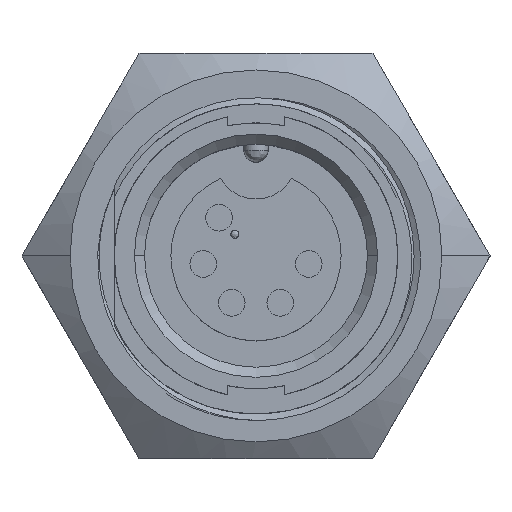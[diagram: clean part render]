
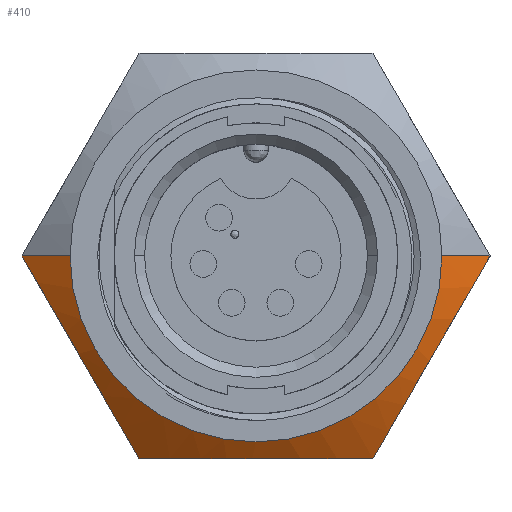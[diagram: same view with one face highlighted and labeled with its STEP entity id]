
A CAD part, top view. The second image highlights one B-rep face of the part: STEP entity #410.
In plain terms, the highlighted conical face has half-angle 55 degrees and reference radius 14.683 mm.
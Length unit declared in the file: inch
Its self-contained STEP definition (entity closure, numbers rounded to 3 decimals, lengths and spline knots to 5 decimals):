
#132 = EDGE_CURVE ( 'NONE', #4602, #4548, #22279, .T. ) ;
#134 = EDGE_CURVE ( 'NONE', #4609, #4543, #1867, .T. ) ;
#141 = EDGE_CURVE ( 'NONE', #4543, #4529, #1947, .T. ) ;
#143 = EDGE_CURVE ( 'NONE', #4529, #4709, #1968, .T. ) ;
#162 = EDGE_CURVE ( 'NONE', #4602, #4709, #18936, .T. ) ;
#170 = EDGE_CURVE ( 'NONE', #4548, #4609, #18971, .T. ) ;
#410 = ADVANCED_FACE ( 'NONE', ( #20027 ), #22788, .T. ) ;
#1867 = B_SPLINE_CURVE_WITH_KNOTS ( 'NONE', 3,
 ( #12819, #12820, #12814, #12801, #12816, #12802, #12809, #12800, #12812, #12811, #12950, #13173 ),
 .UNSPECIFIED., .F., .F.,
 ( 4, 2, 2, 2, 2, 4 ),
 ( 0., 0.00372, 0.00743, 0.00929, 0.01115, 0.01486 ),
 .UNSPECIFIED. ) ;
#1947 = B_SPLINE_CURVE_WITH_KNOTS ( 'NONE', 3,
 ( #12872, #12873, #12874, #12869, #12868, #12870, #12871, #12863, #12864, #12865, #12859, #12881 ),
 .UNSPECIFIED., .F., .F.,
 ( 4, 2, 2, 2, 2, 4 ),
 ( 0., 0.00372, 0.00743, 0.00929, 0.01115, 0.01486 ),
 .UNSPECIFIED. ) ;
#1968 = B_SPLINE_CURVE_WITH_KNOTS ( 'NONE', 3,
 ( #12925, #12929, #12923, #12915, #12916, #12914, #12676, #12673, #12678, #12675, #12661, #12677 ),
 .UNSPECIFIED., .F., .F.,
 ( 4, 2, 2, 2, 2, 4 ),
 ( 0., 0.00372, 0.00743, 0.00929, 0.01115, 0.01486 ),
 .UNSPECIFIED. ) ;
#4529 = VERTEX_POINT ( 'NONE', #8373 ) ;
#4543 = VERTEX_POINT ( 'NONE', #8892 ) ;
#4548 = VERTEX_POINT ( 'NONE', #8220 ) ;
#4602 = VERTEX_POINT ( 'NONE', #8305 ) ;
#4609 = VERTEX_POINT ( 'NONE', #8922 ) ;
#4709 = VERTEX_POINT ( 'NONE', #9267 ) ;
#4776 = ORIENTED_EDGE ( 'NONE', *, *, #143, .T. ) ;
#4790 = ORIENTED_EDGE ( 'NONE', *, *, #141, .T. ) ;
#4927 = ORIENTED_EDGE ( 'NONE', *, *, #170, .T. ) ;
#5415 = ORIENTED_EDGE ( 'NONE', *, *, #162, .F. ) ;
#5427 = ORIENTED_EDGE ( 'NONE', *, *, #132, .T. ) ;
#5485 = ORIENTED_EDGE ( 'NONE', *, *, #134, .T. ) ;
#6689 = DIRECTION ( 'NONE',  ( 0., 0., -1. ) ) ;
#7089 = DIRECTION ( 'NONE',  ( -1., 0., 0. ) ) ;
#7705 = CARTESIAN_POINT ( 'NONE',  ( 0., 0., -0.3205 ) ) ;
#8220 = CARTESIAN_POINT ( 'NONE',  ( -0.45881, 0., -0.237 ) ) ;
#8305 = CARTESIAN_POINT ( 'NONE',  ( 0.45881, 0., -0.237 ) ) ;
#8373 = CARTESIAN_POINT ( 'NONE',  ( 0.28868, -0.5, -0.32 ) ) ;
#8892 = CARTESIAN_POINT ( 'NONE',  ( -0.28868, -0.5, -0.32 ) ) ;
#8922 = CARTESIAN_POINT ( 'NONE',  ( -0.57735, 0., -0.32 ) ) ;
#9267 = CARTESIAN_POINT ( 'NONE',  ( 0.57735, 0., -0.32 ) ) ;
#11234 = EDGE_LOOP ( 'NONE', ( #5415, #5427, #4927, #5485, #4790, #4776 ) ) ;
#12661 = CARTESIAN_POINT ( 'NONE',  ( 0.55394, -0.04055, -0.30361 ) ) ;
#12673 = CARTESIAN_POINT ( 'NONE',  ( 0.48189, -0.16534, -0.27206 ) ) ;
#12675 = CARTESIAN_POINT ( 'NONE',  ( 0.53024, -0.08159, -0.28998 ) ) ;
#12676 = CARTESIAN_POINT ( 'NONE',  ( 0.4573, -0.20792, -0.26707 ) ) ;
#12677 = CARTESIAN_POINT ( 'NONE',  ( 0.57735, 0., -0.32 ) ) ;
#12678 = CARTESIAN_POINT ( 'NONE',  ( 0.49406, -0.14426, -0.27576 ) ) ;
#12744 = CARTESIAN_POINT ( 'NONE',  ( 0., 0., -0.237 ) ) ;
#12800 = CARTESIAN_POINT ( 'NONE',  ( -0.38413, -0.33466, -0.27206 ) ) ;
#12801 = CARTESIAN_POINT ( 'NONE',  ( -0.48257, -0.16416, -0.2712 ) ) ;
#12802 = CARTESIAN_POINT ( 'NONE',  ( -0.42122, -0.27043, -0.2658 ) ) ;
#12809 = CARTESIAN_POINT ( 'NONE',  ( -0.40872, -0.29208, -0.26707 ) ) ;
#12811 = CARTESIAN_POINT ( 'NONE',  ( -0.33578, -0.41841, -0.28998 ) ) ;
#12812 = CARTESIAN_POINT ( 'NONE',  ( -0.37197, -0.35574, -0.27576 ) ) ;
#12814 = CARTESIAN_POINT ( 'NONE',  ( -0.53042, -0.08128, -0.2901 ) ) ;
#12815 = DIRECTION ( 'NONE',  ( 0., 0., -1. ) ) ;
#12816 = CARTESIAN_POINT ( 'NONE',  ( -0.45829, -0.20621, -0.26592 ) ) ;
#12819 = CARTESIAN_POINT ( 'NONE',  ( -0.57735, 0., -0.32 ) ) ;
#12820 = CARTESIAN_POINT ( 'NONE',  ( -0.55401, -0.04043, -0.30365 ) ) ;
#12822 = DIRECTION ( 'NONE',  ( -1., 0., 0. ) ) ;
#12859 = CARTESIAN_POINT ( 'NONE',  ( 0.24185, -0.5, -0.30361 ) ) ;
#12863 = CARTESIAN_POINT ( 'NONE',  ( 0.09776, -0.5, -0.27206 ) ) ;
#12864 = CARTESIAN_POINT ( 'NONE',  ( 0.12209, -0.5, -0.27576 ) ) ;
#12865 = CARTESIAN_POINT ( 'NONE',  ( 0.19446, -0.5, -0.28998 ) ) ;
#12868 = CARTESIAN_POINT ( 'NONE',  ( -0.05056, -0.5, -0.26592 ) ) ;
#12869 = CARTESIAN_POINT ( 'NONE',  ( -0.09912, -0.5, -0.2712 ) ) ;
#12870 = CARTESIAN_POINT ( 'NONE',  ( 0.02359, -0.5, -0.2658 ) ) ;
#12871 = CARTESIAN_POINT ( 'NONE',  ( 0.04858, -0.5, -0.26707 ) ) ;
#12872 = CARTESIAN_POINT ( 'NONE',  ( -0.28868, -0.5, -0.32 ) ) ;
#12873 = CARTESIAN_POINT ( 'NONE',  ( -0.24199, -0.5, -0.30365 ) ) ;
#12874 = CARTESIAN_POINT ( 'NONE',  ( -0.19482, -0.5, -0.2901 ) ) ;
#12881 = CARTESIAN_POINT ( 'NONE',  ( 0.28868, -0.5, -0.32 ) ) ;
#12914 = CARTESIAN_POINT ( 'NONE',  ( 0.44481, -0.22957, -0.2658 ) ) ;
#12915 = CARTESIAN_POINT ( 'NONE',  ( 0.38345, -0.33584, -0.2712 ) ) ;
#12916 = CARTESIAN_POINT ( 'NONE',  ( 0.40773, -0.29379, -0.26592 ) ) ;
#12923 = CARTESIAN_POINT ( 'NONE',  ( 0.3356, -0.41872, -0.2901 ) ) ;
#12925 = CARTESIAN_POINT ( 'NONE',  ( 0.28868, -0.5, -0.32 ) ) ;
#12929 = CARTESIAN_POINT ( 'NONE',  ( 0.31202, -0.45957, -0.30365 ) ) ;
#12950 = CARTESIAN_POINT ( 'NONE',  ( -0.31209, -0.45945, -0.30361 ) ) ;
#12966 = CARTESIAN_POINT ( 'NONE',  ( -0.57806, 0., -0.3205 ) ) ;
#12972 = DIRECTION ( 'NONE',  ( -0.819, 0., -0.574 ) ) ;
#13091 = CARTESIAN_POINT ( 'NONE',  ( 0.57806, 0., -0.3205 ) ) ;
#13173 = CARTESIAN_POINT ( 'NONE',  ( -0.28868, -0.5, -0.32 ) ) ;
#13187 = DIRECTION ( 'NONE',  ( 0.819, 0., -0.574 ) ) ;
#18936 = LINE ( 'NONE', #13091, #22168 ) ;
#18971 = LINE ( 'NONE', #12966, #22794 ) ;
#20027 = FACE_OUTER_BOUND ( 'NONE', #11234, .T. ) ;
#22168 = VECTOR ( 'NONE', #13187, 39.37008 ) ;
#22279 = CIRCLE ( 'NONE', #22422, 0.45881 ) ;
#22422 = AXIS2_PLACEMENT_3D ( 'NONE', #12744, #12815, #12822 ) ;
#22626 = AXIS2_PLACEMENT_3D ( 'NONE', #7705, #6689, #7089 ) ;
#22788 = CONICAL_SURFACE ( 'NONE', #22626, 0.57806, 0.96 ) ;
#22794 = VECTOR ( 'NONE', #12972, 39.37008 ) ;
